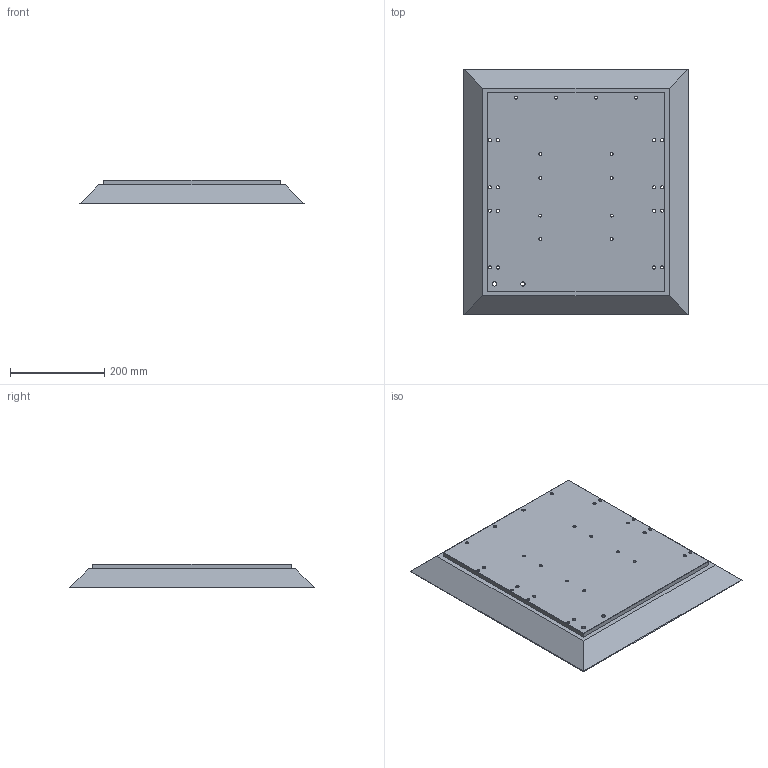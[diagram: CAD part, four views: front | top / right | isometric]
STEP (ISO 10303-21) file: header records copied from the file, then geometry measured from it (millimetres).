
FILE_DESCRIPTION(('FreeCAD Model'),'2;1');
FILE_NAME('Open CASCADE Shape Model','2024-11-06T17:31:54',(''),(''), 'Open CASCADE STEP processor 7.6','FreeCAD','Unknown');
FILE_SCHEMA(('CONFIG_CONTROL_DESIGN','SHAPE_APPEARANCE_LAYER_MIM'));
Length unit declared in the file: millimetre
Products named in the file (4): BoxBase; InnerSkinBottom; OuterSinBottom; FoamCoreBottom
Assembly tree (3 placements, depth 2):
  BoxBase
    InnerSkinBottom
    OuterSinBottom
    FoamCoreBottom
Bounding box: 475 x 520 x 50 mm (x, y, z)
Volume: 9895081.8 mm3; surface area: 1370399.8 mm2
Topology: 3 solids, 3 shells, 117 faces, 330 edges, 220 vertices
Faces by surface type: cylinder 90, plane 27
Full cylindrical faces by diameter (mm): 6.4 x48, 6.7 x36, 9 x6
Entity records: 4417 total; most frequent: DIRECTION 752, CARTESIAN_POINT 671, ORIENTED_EDGE 660, EDGE_CURVE 330, AXIS2_PLACEMENT_3D 301, FACE_BOUND 298, EDGE_LOOP 298, VERTEX_POINT 220
